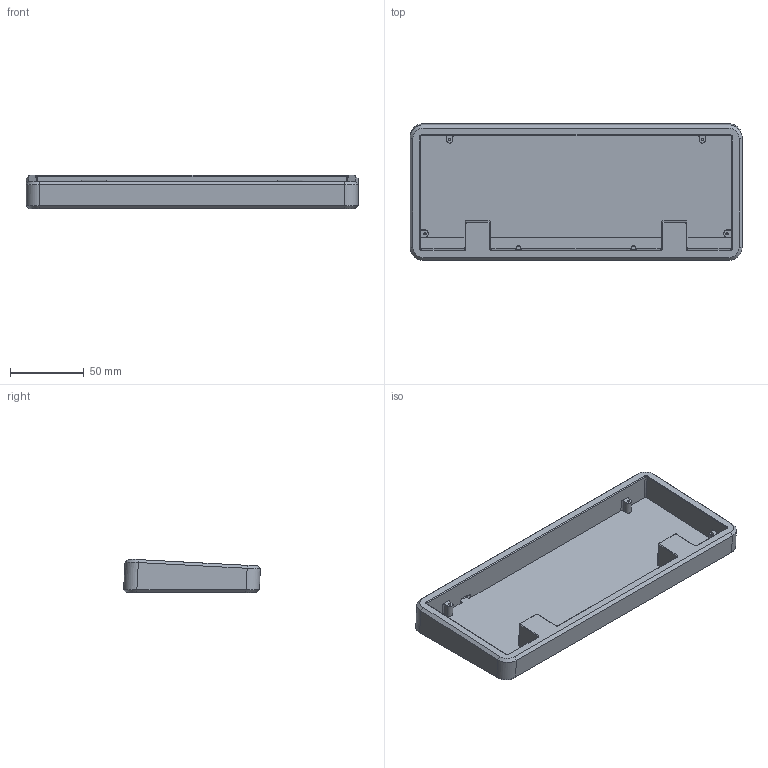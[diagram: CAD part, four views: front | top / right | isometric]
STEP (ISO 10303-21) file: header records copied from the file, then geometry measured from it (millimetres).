
FILE_DESCRIPTION(/* description */ (''),/* implementation_level */ '2;1');
FILE_NAME(/* name */ 'CNC Vault 35 WKL MFR2.step',/* time_stamp */ '2024-05-03T18:55:49-07:00',/* author */ (''),/* organization */ (''),/* preprocessor_version */ 'ST-DEVELOPER v20',/* originating_system */ 'Autodesk Translation Framework v12.20.1.177',/* authorisation */ '');
FILE_SCHEMA (('AUTOMOTIVE_DESIGN { 1 0 10303 214 3 1 1 }'));
Length unit declared in the file: millimetre
Products named in the file (1): CNC Vault 35 WKL MFR2
Bounding box: 225.3 x 92.82 x 22.96 mm (x, y, z)
Volume: 139518.9 mm3; surface area: 64716 mm2
Topology: 1 solids, 1 shells, 154 faces, 381 edges, 238 vertices
Faces by surface type: plane 76, cylinder 50, cone 20, bspline 8
Full cylindrical faces by diameter (mm): 1.6 x4, 5 x2, 6.5 x2
Entity records: 4716 total; most frequent: CARTESIAN_POINT 990, DIRECTION 777, ORIENTED_EDGE 762, EDGE_CURVE 381, AXIS2_PLACEMENT_3D 265, LINE 247, VECTOR 247, VERTEX_POINT 238
